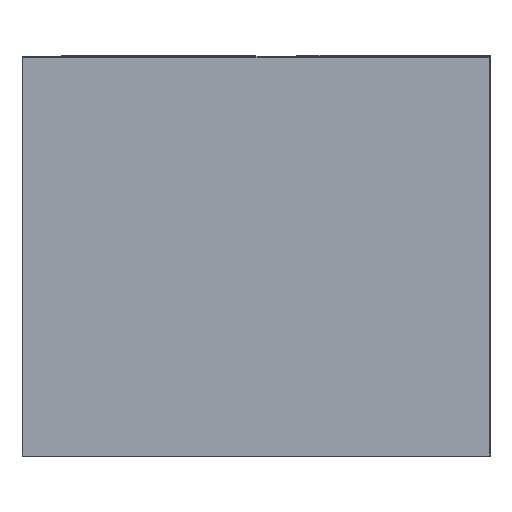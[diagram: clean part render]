
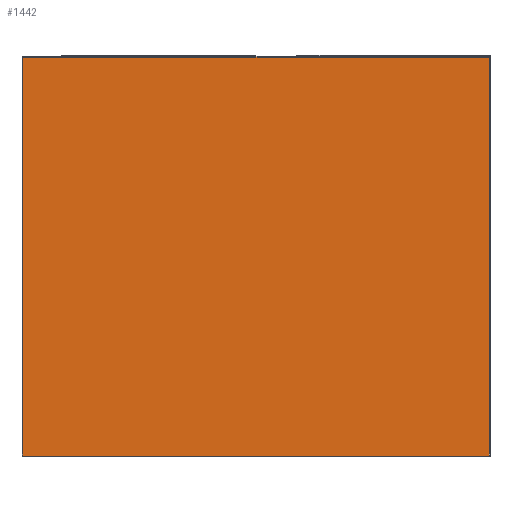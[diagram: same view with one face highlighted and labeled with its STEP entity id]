
A CAD part, left-side view. The second image highlights one B-rep face of the part: STEP entity #1442.
In plain terms, the highlighted planar face has unit normal (-1, 0, 0).
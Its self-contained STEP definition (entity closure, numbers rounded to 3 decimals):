
#177 = ORIENTED_EDGE ( 'NONE', *, *, #5006, .T. ) ;
#302 = CARTESIAN_POINT ( 'NONE',  ( -297.5, 1., -228.5 ) ) ;
#416 = LINE ( 'NONE', #2556, #4815 ) ;
#571 = DIRECTION ( 'NONE',  ( -1., 0., 0. ) ) ;
#626 = EDGE_CURVE ( 'NONE', #812, #3979, #2351, .T. ) ;
#647 = DIRECTION ( 'NONE',  ( 0., 0., 1. ) ) ;
#812 = VERTEX_POINT ( 'NONE', #4559 ) ;
#905 = EDGE_CURVE ( 'NONE', #1701, #812, #3335, .T. ) ;
#1442 = ADVANCED_FACE ( 'NONE', ( #1718 ), #4226, .T. ) ;
#1443 = EDGE_LOOP ( 'NONE', ( #2827, #2528, #177, #4054 ) ) ;
#1701 = VERTEX_POINT ( 'NONE', #3788 ) ;
#1718 = FACE_OUTER_BOUND ( 'NONE', #1443, .T. ) ;
#1720 = DIRECTION ( 'NONE',  ( 0., -1., 0. ) ) ;
#1825 = DIRECTION ( 'NONE',  ( 0., 0., 1. ) ) ;
#1973 = LINE ( 'NONE', #302, #4235 ) ;
#1990 = DIRECTION ( 'NONE',  ( 0., 0., -1. ) ) ;
#2351 = LINE ( 'NONE', #3180, #4004 ) ;
#2494 = CARTESIAN_POINT ( 'NONE',  ( -297.5, 1., -227.5 ) ) ;
#2513 = AXIS2_PLACEMENT_3D ( 'NONE', #4181, #571, #1825 ) ;
#2528 = ORIENTED_EDGE ( 'NONE', *, *, #2914, .T. ) ;
#2556 = CARTESIAN_POINT ( 'NONE',  ( -297.5, 530., -227.5 ) ) ;
#2827 = ORIENTED_EDGE ( 'NONE', *, *, #626, .T. ) ;
#2914 = EDGE_CURVE ( 'NONE', #3979, #4640, #416, .T. ) ;
#3180 = CARTESIAN_POINT ( 'NONE',  ( -297.5, 529., -228.5 ) ) ;
#3256 = DIRECTION ( 'NONE',  ( 0., 1., 0. ) ) ;
#3335 = LINE ( 'NONE', #4910, #3653 ) ;
#3653 = VECTOR ( 'NONE', #3256, 1000. ) ;
#3788 = CARTESIAN_POINT ( 'NONE',  ( -297.5, 1., 224.086 ) ) ;
#3926 = CARTESIAN_POINT ( 'NONE',  ( -297.5, 529., -227.5 ) ) ;
#3979 = VERTEX_POINT ( 'NONE', #3926 ) ;
#4004 = VECTOR ( 'NONE', #1990, 1000. ) ;
#4054 = ORIENTED_EDGE ( 'NONE', *, *, #905, .T. ) ;
#4181 = CARTESIAN_POINT ( 'NONE',  ( -297.5, 530., -228.5 ) ) ;
#4226 = PLANE ( 'NONE',  #2513 ) ;
#4235 = VECTOR ( 'NONE', #647, 1000. ) ;
#4559 = CARTESIAN_POINT ( 'NONE',  ( -297.5, 529., 224.086 ) ) ;
#4640 = VERTEX_POINT ( 'NONE', #2494 ) ;
#4815 = VECTOR ( 'NONE', #1720, 1000. ) ;
#4910 = CARTESIAN_POINT ( 'NONE',  ( -297.5, 530., 224.086 ) ) ;
#5006 = EDGE_CURVE ( 'NONE', #4640, #1701, #1973, .T. ) ;
